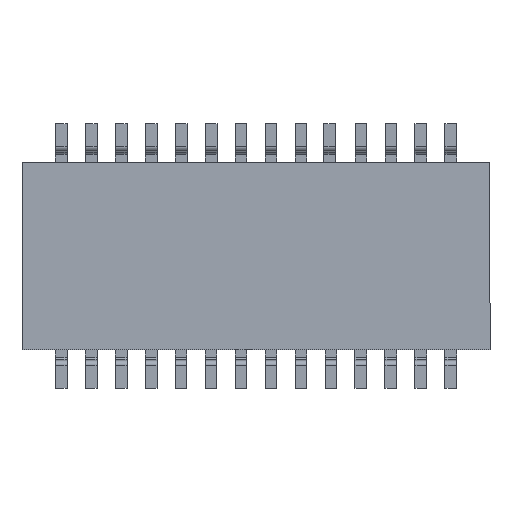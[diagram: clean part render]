
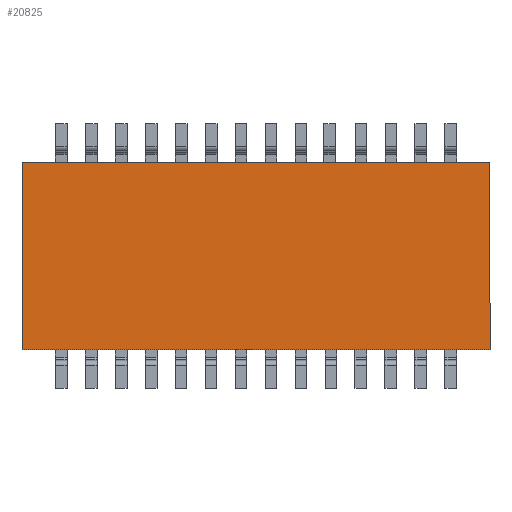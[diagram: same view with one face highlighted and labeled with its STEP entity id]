
A CAD part, front view. The second image highlights one B-rep face of the part: STEP entity #20825.
In plain terms, the highlighted planar face has unit normal (0, -1, 0).
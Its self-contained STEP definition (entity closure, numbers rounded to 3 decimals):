
#951 = AXIS2_PLACEMENT_3D ( 'NONE', #6549, #13733, #20941 ) ;
#1292 = CARTESIAN_POINT ( 'NONE',  ( 10., 0., 0. ) ) ;
#2050 = VECTOR ( 'NONE', #6823, 1000. ) ;
#2133 = CARTESIAN_POINT ( 'NONE',  ( 10., 0., 0. ) ) ;
#2506 = LINE ( 'NONE', #9687, #20079 ) ;
#2720 = EDGE_CURVE ( 'NONE', #7958, #7971, #2506, .T. ) ;
#3006 = CARTESIAN_POINT ( 'NONE',  ( 0., 0., 0. ) ) ;
#4554 = EDGE_CURVE ( 'NONE', #9866, #17658, #17448, .T. ) ;
#4859 = ORIENTED_EDGE ( 'NONE', *, *, #19304, .F. ) ;
#5293 = LINE ( 'NONE', #12479, #21619 ) ;
#6549 = CARTESIAN_POINT ( 'NONE',  ( 0., 0., 0. ) ) ;
#6823 = DIRECTION ( 'NONE',  ( 1., 0., 0. ) ) ;
#7958 = VERTEX_POINT ( 'NONE', #3006 ) ;
#7971 = VERTEX_POINT ( 'NONE', #10199 ) ;
#8429 = ORIENTED_EDGE ( 'NONE', *, *, #4554, .F. ) ;
#8477 = DIRECTION ( 'NONE',  ( 0., 0., -1. ) ) ;
#9687 = CARTESIAN_POINT ( 'NONE',  ( 0., 0., 0. ) ) ;
#9797 = ORIENTED_EDGE ( 'NONE', *, *, #18008, .F. ) ;
#9866 = VERTEX_POINT ( 'NONE', #10878 ) ;
#10199 = CARTESIAN_POINT ( 'NONE',  ( 0., 0., 4. ) ) ;
#10878 = CARTESIAN_POINT ( 'NONE',  ( 10., 0., 4. ) ) ;
#12309 = VECTOR ( 'NONE', #8477, 1000. ) ;
#12479 = CARTESIAN_POINT ( 'NONE',  ( 0., 0., 0. ) ) ;
#13733 = DIRECTION ( 'NONE',  ( 0., 1., 0. ) ) ;
#14119 = EDGE_LOOP ( 'NONE', ( #17886, #9797, #8429, #4859 ) ) ;
#15510 = FACE_OUTER_BOUND ( 'NONE', #14119, .T. ) ;
#15789 = LINE ( 'NONE', #22987, #2050 ) ;
#16878 = DIRECTION ( 'NONE',  ( 0., 0., 1. ) ) ;
#17448 = LINE ( 'NONE', #1292, #12309 ) ;
#17658 = VERTEX_POINT ( 'NONE', #2133 ) ;
#17886 = ORIENTED_EDGE ( 'NONE', *, *, #2720, .F. ) ;
#18008 = EDGE_CURVE ( 'NONE', #17658, #7958, #5293, .T. ) ;
#19304 = EDGE_CURVE ( 'NONE', #7971, #9866, #15789, .T. ) ;
#19688 = DIRECTION ( 'NONE',  ( -1., 0., 0. ) ) ;
#20079 = VECTOR ( 'NONE', #16878, 1000. ) ;
#20825 = ADVANCED_FACE ( 'NONE', ( #15510 ), #22712, .F. ) ;
#20941 = DIRECTION ( 'NONE',  ( 0., 0., 1. ) ) ;
#21619 = VECTOR ( 'NONE', #19688, 1000. ) ;
#22712 = PLANE ( 'NONE',  #951 ) ;
#22987 = CARTESIAN_POINT ( 'NONE',  ( 0., 0., 4. ) ) ;
